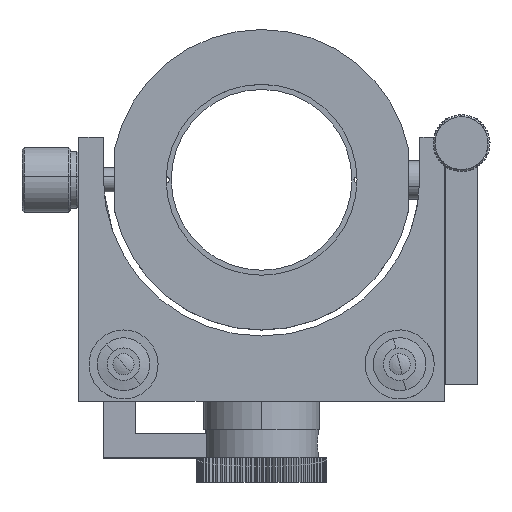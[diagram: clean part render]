
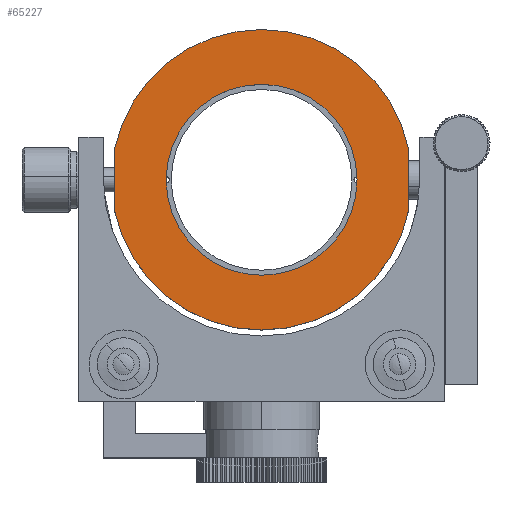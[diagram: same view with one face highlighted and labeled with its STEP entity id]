
A CAD part, top view. The second image highlights one B-rep face of the part: STEP entity #65227.
In plain terms, the highlighted planar face has unit normal (0, 0, 1).
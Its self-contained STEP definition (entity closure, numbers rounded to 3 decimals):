
#2857 = EDGE_CURVE ( 'NONE', #36251, #76070, #44409, .T. ) ;
#3844 = DIRECTION ( 'NONE',  ( 0., 1., 0. ) ) ;
#4421 = CARTESIAN_POINT ( 'NONE',  ( 0., 83., 5.5 ) ) ;
#4728 = DIRECTION ( 'NONE',  ( 0., 0., -1. ) ) ;
#7297 = CARTESIAN_POINT ( 'NONE',  ( 0., 59.5, 5.5 ) ) ;
#8165 = DIRECTION ( 'NONE',  ( 1., 0., 0. ) ) ;
#9031 = CARTESIAN_POINT ( 'NONE',  ( 0., 83., 5.5 ) ) ;
#9270 = DIRECTION ( 'NONE',  ( 0., -1., 0. ) ) ;
#12875 = AXIS2_PLACEMENT_3D ( 'NONE', #4421, #54973, #78082 ) ;
#13059 = CARTESIAN_POINT ( 'NONE',  ( -23.5, 83., 5.5 ) ) ;
#13342 = PLANE ( 'NONE',  #75243 ) ;
#14242 = VERTEX_POINT ( 'NONE', #51372 ) ;
#16844 = ORIENTED_EDGE ( 'NONE', *, *, #20034, .T. ) ;
#20034 = EDGE_CURVE ( 'NONE', #32467, #22109, #77505, .T. ) ;
#20918 = ORIENTED_EDGE ( 'NONE', *, *, #55743, .F. ) ;
#21026 = CARTESIAN_POINT ( 'NONE',  ( -36.25, 75.588, 5.5 ) ) ;
#21138 = AXIS2_PLACEMENT_3D ( 'NONE', #9031, #52364, #46283 ) ;
#22109 = VERTEX_POINT ( 'NONE', #50008 ) ;
#28119 = CARTESIAN_POINT ( 'NONE',  ( 36.25, 75.588, 5.5 ) ) ;
#29399 = CARTESIAN_POINT ( 'NONE',  ( 0., 83., 5.5 ) ) ;
#31610 = AXIS2_PLACEMENT_3D ( 'NONE', #29399, #4728, #35057 ) ;
#32285 = AXIS2_PLACEMENT_3D ( 'NONE', #70502, #63591, #8165 ) ;
#32467 = VERTEX_POINT ( 'NONE', #74689 ) ;
#35057 = DIRECTION ( 'NONE',  ( 1., 0., 0. ) ) ;
#36251 = VERTEX_POINT ( 'NONE', #13059 ) ;
#36803 = CIRCLE ( 'NONE', #31610, 23.5 ) ;
#38423 = FACE_OUTER_BOUND ( 'NONE', #47208, .T. ) ;
#39547 = CARTESIAN_POINT ( 'NONE',  ( -36.25, 75.588, 5.5 ) ) ;
#43969 = EDGE_CURVE ( 'NONE', #76070, #36251, #36803, .T. ) ;
#44409 = CIRCLE ( 'NONE', #21138, 23.5 ) ;
#44522 = FACE_BOUND ( 'NONE', #69630, .T. ) ;
#46283 = DIRECTION ( 'NONE',  ( 1., 0., 0. ) ) ;
#46425 = DIRECTION ( 'NONE',  ( 1., 0., 0. ) ) ;
#47208 = EDGE_LOOP ( 'NONE', ( #68656, #79979, #20918, #16844 ) ) ;
#50008 = CARTESIAN_POINT ( 'NONE',  ( 36.25, 90.412, 5.5 ) ) ;
#51372 = CARTESIAN_POINT ( 'NONE',  ( -36.25, 90.412, 5.5 ) ) ;
#52364 = DIRECTION ( 'NONE',  ( 0., 0., -1. ) ) ;
#54973 = DIRECTION ( 'NONE',  ( 0., 0., -1. ) ) ;
#55743 = EDGE_CURVE ( 'NONE', #32467, #78890, #71096, .T. ) ;
#59685 = ORIENTED_EDGE ( 'NONE', *, *, #43969, .T. ) ;
#60730 = EDGE_CURVE ( 'NONE', #14242, #22109, #61979, .T. ) ;
#61979 = CIRCLE ( 'NONE', #12875, 37. ) ;
#63591 = DIRECTION ( 'NONE',  ( 0., 0., -1. ) ) ;
#65227 = ADVANCED_FACE ( 'NONE', ( #38423, #44522 ), #13342, .F. ) ;
#68656 = ORIENTED_EDGE ( 'NONE', *, *, #60730, .F. ) ;
#69630 = EDGE_LOOP ( 'NONE', ( #59685, #74053 ) ) ;
#70502 = CARTESIAN_POINT ( 'NONE',  ( 0., 83., 5.5 ) ) ;
#70805 = LINE ( 'NONE', #21026, #76869 ) ;
#70902 = VECTOR ( 'NONE', #3844, 1000. ) ;
#71096 = CIRCLE ( 'NONE', #32285, 37. ) ;
#72269 = EDGE_CURVE ( 'NONE', #14242, #78890, #70805, .T. ) ;
#74053 = ORIENTED_EDGE ( 'NONE', *, *, #2857, .T. ) ;
#74689 = CARTESIAN_POINT ( 'NONE',  ( 36.25, 75.588, 5.5 ) ) ;
#74732 = CARTESIAN_POINT ( 'NONE',  ( 23.5, 83., 5.5 ) ) ;
#75243 = AXIS2_PLACEMENT_3D ( 'NONE', #7297, #75688, #46425 ) ;
#75688 = DIRECTION ( 'NONE',  ( 0., 0., -1. ) ) ;
#76070 = VERTEX_POINT ( 'NONE', #74732 ) ;
#76869 = VECTOR ( 'NONE', #9270, 1000. ) ;
#77505 = LINE ( 'NONE', #28119, #70902 ) ;
#78082 = DIRECTION ( 'NONE',  ( 1., 0., 0. ) ) ;
#78890 = VERTEX_POINT ( 'NONE', #39547 ) ;
#79979 = ORIENTED_EDGE ( 'NONE', *, *, #72269, .T. ) ;
